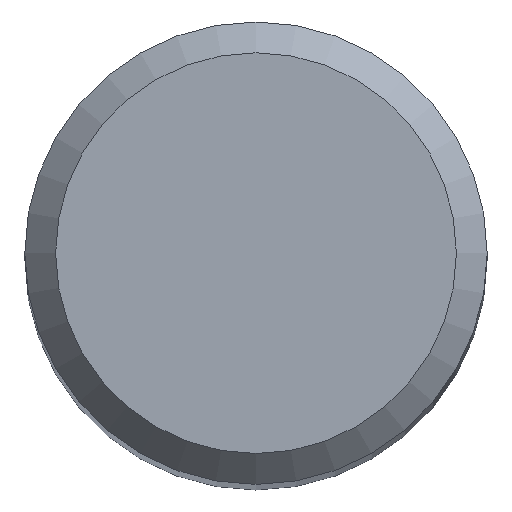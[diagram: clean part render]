
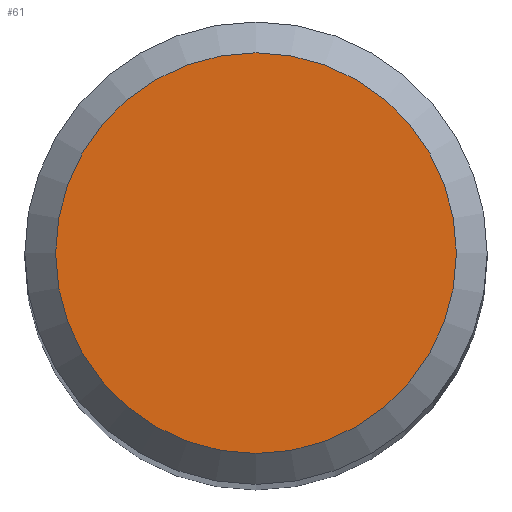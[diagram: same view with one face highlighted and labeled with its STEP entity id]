
A CAD part, top view. The second image highlights one B-rep face of the part: STEP entity #61.
In plain terms, the highlighted planar face has unit normal (0, 0, 1).
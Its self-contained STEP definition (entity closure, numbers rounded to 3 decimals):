
#61=ADVANCED_FACE('',(#72),#69,.F.);
#69=PLANE('',#173);
#72=FACE_OUTER_BOUND('',#78,.T.);
#78=EDGE_LOOP('',(#92));
#92=ORIENTED_EDGE('',*,*,#112,.T.);
#105=VERTEX_POINT('',#253);
#112=EDGE_CURVE('',#105,#105,#119,.T.);
#119=CIRCLE('',#172,5.2);
#172=AXIS2_PLACEMENT_3D('',#252,#199,#200);
#173=AXIS2_PLACEMENT_3D('',#254,#201,#202);
#199=DIRECTION('',(0.,0.,1.));
#200=DIRECTION('',(-1.,0.,0.));
#201=DIRECTION('',(0.,0.,-1.));
#202=DIRECTION('',(-1.,0.,0.));
#252=CARTESIAN_POINT('',(0.,0.,0.));
#253=CARTESIAN_POINT('',(-5.2,0.,0.));
#254=CARTESIAN_POINT('',(0.,6.,0.));
